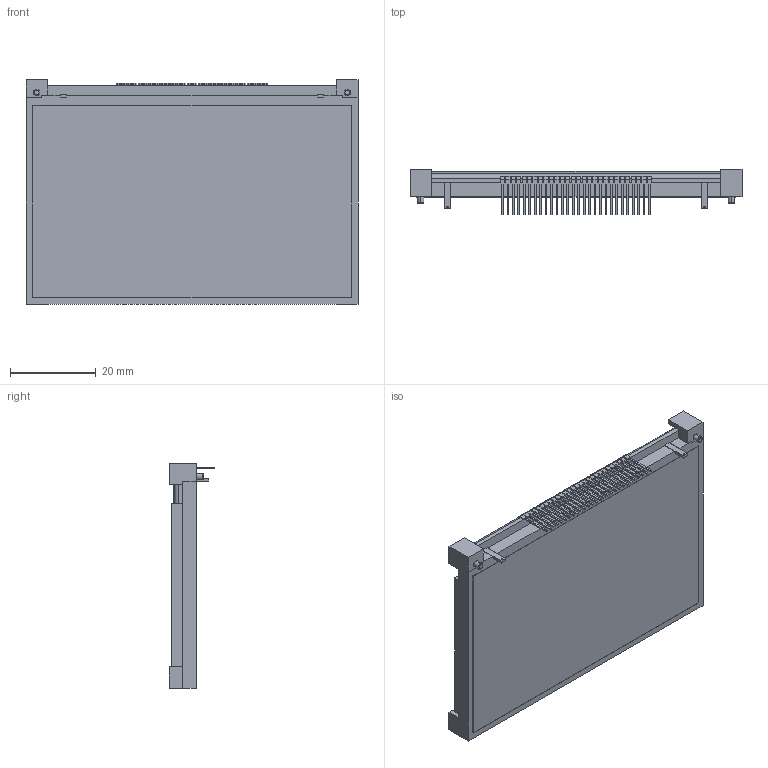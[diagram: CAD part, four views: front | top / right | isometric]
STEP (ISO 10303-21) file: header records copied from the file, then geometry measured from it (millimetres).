
FILE_DESCRIPTION (( 'STEP AP214' ), '1' );
FILE_NAME ('NHD-C12864LZ-FSW-FBW-3V3.STEP', '2019-07-12T14:39:37', ( '' ), ( '' ), 'SwSTEP 2.0', 'SolidWorks 2017', '' );
FILE_SCHEMA (( 'AUTOMOTIVE_DESIGN' ));
Length unit declared in the file: millimetre
Products named in the file (1): NHD-C12864LZ-FSW-FBW-3V3
Bounding box: 77.4 x 10.7 x 52.4 mm (x, y, z)
Volume: 22198.7 mm3; surface area: 29041.5 mm2
Topology: 37 solids, 37 shells, 506 faces, 1277 edges, 846 vertices
Faces by surface type: plane 431, cylinder 69, torus 4, sphere 2
Entity records: 15335 total; most frequent: CARTESIAN_POINT 2628, ORIENTED_EDGE 2550, DIRECTION 2435, EDGE_CURVE 1275, LINE 1129, VECTOR 1129, VERTEX_POINT 846, AXIS2_PLACEMENT_3D 653
